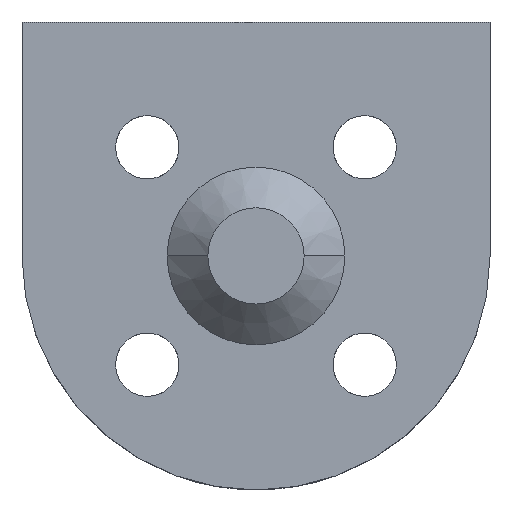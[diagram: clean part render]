
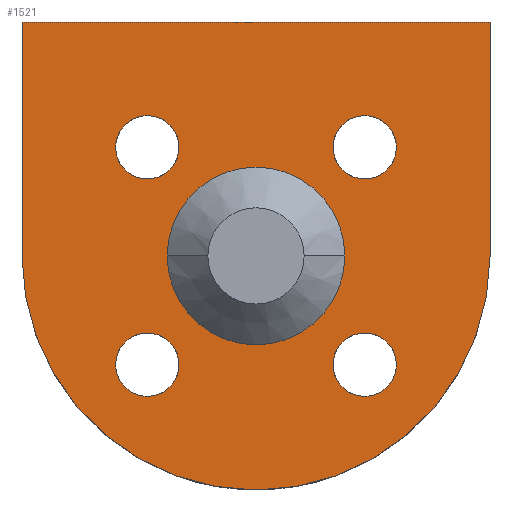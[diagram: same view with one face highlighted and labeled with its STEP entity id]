
A CAD part, top view. The second image highlights one B-rep face of the part: STEP entity #1521.
In plain terms, the highlighted planar face has unit normal (0, 0, 1).
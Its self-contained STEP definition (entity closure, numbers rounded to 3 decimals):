
#1 = DIRECTION ( 'NONE',  ( 0., 0., 1. ) ) ;
#16 = FACE_BOUND ( 'NONE', #2515, .T. ) ;
#37 = CARTESIAN_POINT ( 'NONE',  ( 6.898, -5.343, 0. ) ) ;
#49 = DIRECTION ( 'NONE',  ( 0., 0., 1. ) ) ;
#78 = DIRECTION ( 'NONE',  ( 0., 0., 1. ) ) ;
#90 = ORIENTED_EDGE ( 'NONE', *, *, #1959, .T. ) ;
#130 = VECTOR ( 'NONE', #683, 1000. ) ;
#155 = AXIS2_PLACEMENT_3D ( 'NONE', #1469, #78, #2342 ) ;
#172 = EDGE_LOOP ( 'NONE', ( #936, #1518 ) ) ;
#180 = ORIENTED_EDGE ( 'NONE', *, *, #3316, .T. ) ;
#192 = EDGE_CURVE ( 'NONE', #3345, #1851, #2381, .T. ) ;
#243 = CARTESIAN_POINT ( 'NONE',  ( -3.787, 5.343, 0. ) ) ;
#261 = EDGE_CURVE ( 'NONE', #1084, #515, #452, .T. ) ;
#298 = FACE_BOUND ( 'NONE', #2807, .T. ) ;
#303 = DIRECTION ( 'NONE',  ( 1., 0., 0. ) ) ;
#333 = LINE ( 'NONE', #3243, #130 ) ;
#334 = CARTESIAN_POINT ( 'NONE',  ( 5.343, 5.343, 0. ) ) ;
#368 = EDGE_CURVE ( 'NONE', #3542, #1320, #2712, .T. ) ;
#376 = CARTESIAN_POINT ( 'NONE',  ( 11.5, 11.5, 0. ) ) ;
#419 = AXIS2_PLACEMENT_3D ( 'NONE', #3562, #976, #447 ) ;
#447 = DIRECTION ( 'NONE',  ( 1., 0., 0. ) ) ;
#452 = LINE ( 'NONE', #1586, #3339 ) ;
#515 = VERTEX_POINT ( 'NONE', #3544 ) ;
#552 = CARTESIAN_POINT ( 'NONE',  ( 11.5, 0., 0. ) ) ;
#649 = DIRECTION ( 'NONE',  ( 1., 0., 0. ) ) ;
#683 = DIRECTION ( 'NONE',  ( -1., 0., 0. ) ) ;
#746 = AXIS2_PLACEMENT_3D ( 'NONE', #334, #2679, #1759 ) ;
#778 = AXIS2_PLACEMENT_3D ( 'NONE', #868, #923, #2008 ) ;
#789 = CIRCLE ( 'NONE', #2025, 1.555 ) ;
#822 = ORIENTED_EDGE ( 'NONE', *, *, #261, .T. ) ;
#841 = AXIS2_PLACEMENT_3D ( 'NONE', #3330, #1587, #2146 ) ;
#855 = ORIENTED_EDGE ( 'NONE', *, *, #3245, .T. ) ;
#868 = CARTESIAN_POINT ( 'NONE',  ( 0., 0., 0. ) ) ;
#879 = EDGE_LOOP ( 'NONE', ( #822, #180, #90, #855 ) ) ;
#911 = AXIS2_PLACEMENT_3D ( 'NONE', #3124, #3104, #303 ) ;
#923 = DIRECTION ( 'NONE',  ( 0., 0., 1. ) ) ;
#926 = CARTESIAN_POINT ( 'NONE',  ( 5.343, 5.343, 0. ) ) ;
#936 = ORIENTED_EDGE ( 'NONE', *, *, #3011, .F. ) ;
#976 = DIRECTION ( 'NONE',  ( 0., 0., 1. ) ) ;
#987 = EDGE_CURVE ( 'NONE', #3234, #3580, #2872, .T. ) ;
#991 = ORIENTED_EDGE ( 'NONE', *, *, #1077, .F. ) ;
#1024 = CIRCLE ( 'NONE', #2809, 1.556 ) ;
#1040 = ORIENTED_EDGE ( 'NONE', *, *, #2375, .F. ) ;
#1077 = EDGE_CURVE ( 'NONE', #1227, #1596, #1869, .T. ) ;
#1084 = VERTEX_POINT ( 'NONE', #1775 ) ;
#1109 = ORIENTED_EDGE ( 'NONE', *, *, #987, .F. ) ;
#1157 = PLANE ( 'NONE',  #2864 ) ;
#1165 = DIRECTION ( 'NONE',  ( 0., 1., 0. ) ) ;
#1202 = CIRCLE ( 'NONE', #911, 4.365 ) ;
#1204 = DIRECTION ( 'NONE',  ( 0., 0., 1. ) ) ;
#1227 = VERTEX_POINT ( 'NONE', #1850 ) ;
#1320 = VERTEX_POINT ( 'NONE', #2206 ) ;
#1390 = FACE_OUTER_BOUND ( 'NONE', #879, .T. ) ;
#1427 = FACE_BOUND ( 'NONE', #2496, .T. ) ;
#1433 = VERTEX_POINT ( 'NONE', #243 ) ;
#1469 = CARTESIAN_POINT ( 'NONE',  ( -5.343, -5.343, 0. ) ) ;
#1480 = CARTESIAN_POINT ( 'NONE',  ( 3.787, 5.343, 0. ) ) ;
#1497 = VERTEX_POINT ( 'NONE', #552 ) ;
#1509 = LINE ( 'NONE', #3216, #2925 ) ;
#1512 = CARTESIAN_POINT ( 'NONE',  ( 6.898, 5.343, 0. ) ) ;
#1518 = ORIENTED_EDGE ( 'NONE', *, *, #1753, .F. ) ;
#1521 = ADVANCED_FACE ( 'NONE', ( #1390, #2532, #2252, #298, #1427, #16 ), #1157, .T. ) ;
#1586 = CARTESIAN_POINT ( 'NONE',  ( -11.5, 0., 0. ) ) ;
#1587 = DIRECTION ( 'NONE',  ( 0., 0., 1. ) ) ;
#1596 = VERTEX_POINT ( 'NONE', #37 ) ;
#1610 = EDGE_CURVE ( 'NONE', #3580, #3234, #3228, .T. ) ;
#1753 = EDGE_CURVE ( 'NONE', #1803, #1433, #1024, .T. ) ;
#1759 = DIRECTION ( 'NONE',  ( 1., 0., 0. ) ) ;
#1775 = CARTESIAN_POINT ( 'NONE',  ( -11.5, 11.5, 0. ) ) ;
#1803 = VERTEX_POINT ( 'NONE', #3549 ) ;
#1825 = CARTESIAN_POINT ( 'NONE',  ( 5.343, -5.343, 0. ) ) ;
#1827 = CARTESIAN_POINT ( 'NONE',  ( -5.343, 5.343, 0. ) ) ;
#1850 = CARTESIAN_POINT ( 'NONE',  ( 3.787, -5.343, 0. ) ) ;
#1851 = VERTEX_POINT ( 'NONE', #3071 ) ;
#1859 = ORIENTED_EDGE ( 'NONE', *, *, #368, .F. ) ;
#1869 = CIRCLE ( 'NONE', #3009, 1.555 ) ;
#1936 = VERTEX_POINT ( 'NONE', #376 ) ;
#1959 = EDGE_CURVE ( 'NONE', #1497, #1936, #1509, .T. ) ;
#1996 = CARTESIAN_POINT ( 'NONE',  ( 4.365, 0., 0. ) ) ;
#2008 = DIRECTION ( 'NONE',  ( 1., 0., 0. ) ) ;
#2025 = AXIS2_PLACEMENT_3D ( 'NONE', #1825, #2103, #2173 ) ;
#2045 = EDGE_CURVE ( 'NONE', #1320, #3542, #3233, .T. ) ;
#2047 = DIRECTION ( 'NONE',  ( 0., 0., 1. ) ) ;
#2103 = DIRECTION ( 'NONE',  ( 0., 0., 1. ) ) ;
#2146 = DIRECTION ( 'NONE',  ( 1., 0., 0. ) ) ;
#2173 = DIRECTION ( 'NONE',  ( 1., 0., 0. ) ) ;
#2206 = CARTESIAN_POINT ( 'NONE',  ( -3.787, -5.343, 0. ) ) ;
#2208 = AXIS2_PLACEMENT_3D ( 'NONE', #926, #49, #3492 ) ;
#2252 = FACE_BOUND ( 'NONE', #172, .T. ) ;
#2287 = EDGE_CURVE ( 'NONE', #1596, #1227, #789, .T. ) ;
#2288 = CARTESIAN_POINT ( 'NONE',  ( 0., 0., 0. ) ) ;
#2342 = DIRECTION ( 'NONE',  ( 1., 0., 0. ) ) ;
#2375 = EDGE_CURVE ( 'NONE', #1851, #3345, #1202, .T. ) ;
#2381 = CIRCLE ( 'NONE', #778, 4.365 ) ;
#2452 = DIRECTION ( 'NONE',  ( 0., 0., 1. ) ) ;
#2496 = EDGE_LOOP ( 'NONE', ( #3332, #991 ) ) ;
#2506 = ORIENTED_EDGE ( 'NONE', *, *, #1610, .F. ) ;
#2515 = EDGE_LOOP ( 'NONE', ( #2506, #1109 ) ) ;
#2532 = FACE_BOUND ( 'NONE', #3352, .T. ) ;
#2534 = CARTESIAN_POINT ( 'NONE',  ( -5.343, 5.343, 0. ) ) ;
#2659 = CARTESIAN_POINT ( 'NONE',  ( 5.343, -5.343, 0. ) ) ;
#2679 = DIRECTION ( 'NONE',  ( 0., 0., 1. ) ) ;
#2681 = CIRCLE ( 'NONE', #841, 11.5 ) ;
#2712 = CIRCLE ( 'NONE', #155, 1.556 ) ;
#2733 = DIRECTION ( 'NONE',  ( 0., -1., 0. ) ) ;
#2794 = DIRECTION ( 'NONE',  ( 1., 0., 0. ) ) ;
#2807 = EDGE_LOOP ( 'NONE', ( #2984, #1859 ) ) ;
#2809 = AXIS2_PLACEMENT_3D ( 'NONE', #1827, #2452, #3297 ) ;
#2861 = AXIS2_PLACEMENT_3D ( 'NONE', #2534, #1, #2794 ) ;
#2864 = AXIS2_PLACEMENT_3D ( 'NONE', #2288, #2047, #3204 ) ;
#2872 = CIRCLE ( 'NONE', #746, 1.556 ) ;
#2878 = CARTESIAN_POINT ( 'NONE',  ( -6.898, -5.343, 0. ) ) ;
#2925 = VECTOR ( 'NONE', #1165, 1000. ) ;
#2945 = ORIENTED_EDGE ( 'NONE', *, *, #192, .F. ) ;
#2984 = ORIENTED_EDGE ( 'NONE', *, *, #2045, .F. ) ;
#3009 = AXIS2_PLACEMENT_3D ( 'NONE', #2659, #1204, #649 ) ;
#3011 = EDGE_CURVE ( 'NONE', #1433, #1803, #3038, .T. ) ;
#3038 = CIRCLE ( 'NONE', #2861, 1.556 ) ;
#3071 = CARTESIAN_POINT ( 'NONE',  ( -4.365, 0., 0. ) ) ;
#3104 = DIRECTION ( 'NONE',  ( 0., 0., 1. ) ) ;
#3124 = CARTESIAN_POINT ( 'NONE',  ( 0., 0., 0. ) ) ;
#3204 = DIRECTION ( 'NONE',  ( 1., 0., 0. ) ) ;
#3216 = CARTESIAN_POINT ( 'NONE',  ( 11.5, 11.5, 0. ) ) ;
#3228 = CIRCLE ( 'NONE', #2208, 1.556 ) ;
#3233 = CIRCLE ( 'NONE', #419, 1.556 ) ;
#3234 = VERTEX_POINT ( 'NONE', #1480 ) ;
#3243 = CARTESIAN_POINT ( 'NONE',  ( -11.5, 11.5, 0. ) ) ;
#3245 = EDGE_CURVE ( 'NONE', #1936, #1084, #333, .T. ) ;
#3297 = DIRECTION ( 'NONE',  ( 1., 0., 0. ) ) ;
#3316 = EDGE_CURVE ( 'NONE', #515, #1497, #2681, .T. ) ;
#3330 = CARTESIAN_POINT ( 'NONE',  ( 0., 0., 0. ) ) ;
#3332 = ORIENTED_EDGE ( 'NONE', *, *, #2287, .F. ) ;
#3339 = VECTOR ( 'NONE', #2733, 1000. ) ;
#3345 = VERTEX_POINT ( 'NONE', #1996 ) ;
#3352 = EDGE_LOOP ( 'NONE', ( #2945, #1040 ) ) ;
#3492 = DIRECTION ( 'NONE',  ( 1., 0., 0. ) ) ;
#3542 = VERTEX_POINT ( 'NONE', #2878 ) ;
#3544 = CARTESIAN_POINT ( 'NONE',  ( -11.5, 0., 0. ) ) ;
#3549 = CARTESIAN_POINT ( 'NONE',  ( -6.898, 5.343, 0. ) ) ;
#3562 = CARTESIAN_POINT ( 'NONE',  ( -5.343, -5.343, 0. ) ) ;
#3580 = VERTEX_POINT ( 'NONE', #1512 ) ;
